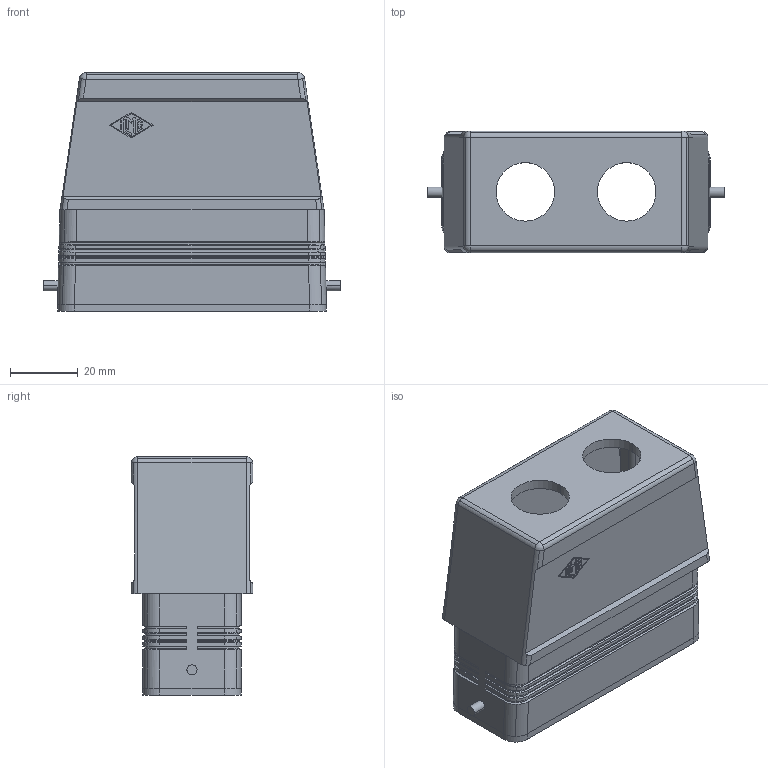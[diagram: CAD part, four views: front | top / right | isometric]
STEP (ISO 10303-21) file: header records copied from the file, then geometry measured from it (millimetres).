
FILE_DESCRIPTION((''),'2;1');
FILE_NAME('MZFV 25 L220.stp','2007-01-03T08:25:13',('gembarski'),(''),'Autodesk Inventor 7','Autodesk Inventor 7','');
FILE_SCHEMA(('AUTOMOTIVE_DESIGN { 1 0 10303 214 1 1 1 1 }'));
Length unit declared in the file: millimetre
Products named in the file (1): MZFV 25 L220
Bounding box: 88 x 36 x 70.5 mm (x, y, z)
Volume: 64517.1 mm3; surface area: 33583.8 mm2
Topology: 2 solids, 2 shells, 368 faces, 951 edges, 588 vertices
Faces by surface type: plane 134, cylinder 116, bspline 98, cone 16, sphere 4
Entity records: 11881 total; most frequent: CARTESIAN_POINT 3218, ORIENTED_EDGE 1878, DIRECTION 1679, EDGE_CURVE 939, VECTOR 613, LINE 613, VERTEX_POINT 588, AXIS2_PLACEMENT_3D 533
